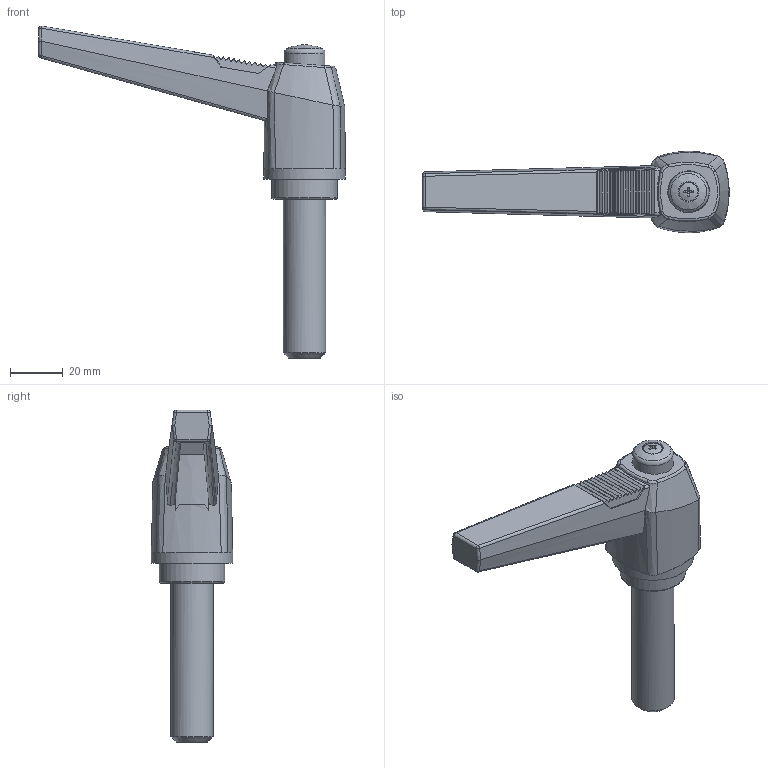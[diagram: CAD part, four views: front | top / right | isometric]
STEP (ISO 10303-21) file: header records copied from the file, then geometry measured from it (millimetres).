
FILE_DESCRIPTION( ( 'Unknown' ), '1' );
FILE_NAME( '6358780_KRP100.stp', 'Unknown', ( 'Unknown' ), ( 'Unknown' ), 'XStep 1.0', 'Unknown', ' ' );
FILE_SCHEMA( ( 'CONFIG_CONTROL_DESIGN' ) );
Length unit declared in the file: millimetre
Products named in the file (1): 1840040
Bounding box: 115.72 x 30.73 x 125.32 mm (x, y, z)
Volume: 57363.7 mm3; surface area: 22175.1 mm2
Topology: 1 solids, 5 shells, 331 faces, 804 edges, 455 vertices
Faces by surface type: bspline 143, plane 89, cylinder 88, sphere 6, torus 4, cone 1
Full cylindrical faces by diameter (mm): 3.5 x1, 3.87 x1, 4.63 x1, 7.25 x1, 7.82 x1, 9 x1, 10.88 x1, 13.847 x1, 14 x1, 15.4 x1, 15.77 x1, 16 x3, 16.965 x1, 17 x1, 19 x3, 19.6 x1, 22.38 x1, 24.4 x1, 24.73 x1, 30.73 x1
Entity records: 16412 total; most frequent: CARTESIAN_POINT 9819, ORIENTED_EDGE 1420, DIRECTION 1242, EDGE_CURVE 710, AXIS2_PLACEMENT_3D 528, VERTEX_POINT 436, EDGE_LOOP 383, FACE_OUTER_BOUND 363
